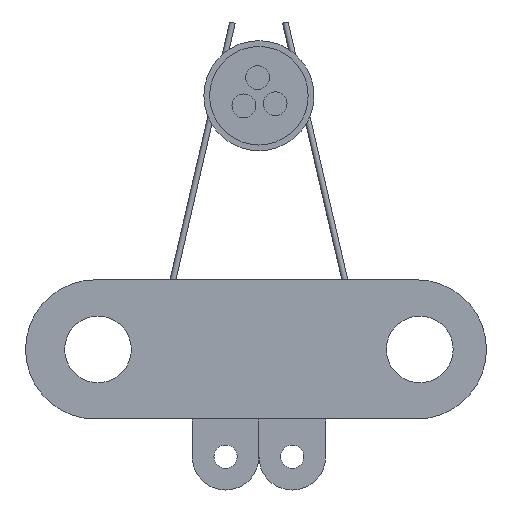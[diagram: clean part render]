
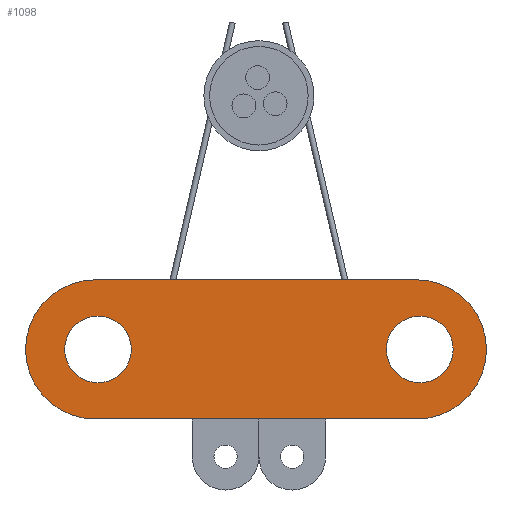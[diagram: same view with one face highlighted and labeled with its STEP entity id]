
A CAD part, front view. The second image highlights one B-rep face of the part: STEP entity #1098.
In plain terms, the highlighted planar face has unit normal (0, -1, 0).
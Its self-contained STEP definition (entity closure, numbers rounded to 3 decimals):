
#19 = DIRECTION ( 'NONE',  ( 0., 0., 1. ) ) ;
#25 = DIRECTION ( 'NONE',  ( 0., 1., 0. ) ) ;
#29 = FACE_BOUND ( 'NONE', #335, .T. ) ;
#31 = DIRECTION ( 'NONE',  ( 0., 0., 1. ) ) ;
#49 = EDGE_CURVE ( 'NONE', #1658, #1873, #1759, .T. ) ;
#56 = CARTESIAN_POINT ( 'NONE',  ( -5.55, 0., -14.916 ) ) ;
#125 = CARTESIAN_POINT ( 'NONE',  ( 5.55, 0., -16.066 ) ) ;
#141 = DIRECTION ( 'NONE',  ( 0., 1., 0. ) ) ;
#228 = CARTESIAN_POINT ( 'NONE',  ( -5.55, 0., -14.916 ) ) ;
#253 = EDGE_CURVE ( 'NONE', #1850, #544, #2413, .T. ) ;
#273 = VECTOR ( 'NONE', #2425, 1000. ) ;
#315 = ORIENTED_EDGE ( 'NONE', *, *, #2184, .F. ) ;
#335 = EDGE_LOOP ( 'NONE', ( #837, #2294 ) ) ;
#376 = AXIS2_PLACEMENT_3D ( 'NONE', #2253, #2074, #2065 ) ;
#388 = ORIENTED_EDGE ( 'NONE', *, *, #2433, .T. ) ;
#413 = CARTESIAN_POINT ( 'NONE',  ( 5.55, 0., -14.916 ) ) ;
#441 = AXIS2_PLACEMENT_3D ( 'NONE', #56, #1717, #2064 ) ;
#462 = DIRECTION ( 'NONE',  ( 0., 1., 0. ) ) ;
#491 = AXIS2_PLACEMENT_3D ( 'NONE', #413, #492, #2097 ) ;
#492 = DIRECTION ( 'NONE',  ( 0., 1., 0. ) ) ;
#512 = VERTEX_POINT ( 'NONE', #955 ) ;
#544 = VERTEX_POINT ( 'NONE', #734 ) ;
#545 = ORIENTED_EDGE ( 'NONE', *, *, #2098, .F. ) ;
#573 = EDGE_LOOP ( 'NONE', ( #1672, #315, #1818, #545 ) ) ;
#734 = CARTESIAN_POINT ( 'NONE',  ( -5.65, 0., -12.516 ) ) ;
#831 = LINE ( 'NONE', #1621, #273 ) ;
#837 = ORIENTED_EDGE ( 'NONE', *, *, #1719, .T. ) ;
#842 = LINE ( 'NONE', #1921, #2383 ) ;
#856 = VERTEX_POINT ( 'NONE', #2545 ) ;
#911 = DIRECTION ( 'NONE',  ( -1., 0., 0. ) ) ;
#955 = CARTESIAN_POINT ( 'NONE',  ( 5.45, 0., -12.516 ) ) ;
#1010 = EDGE_CURVE ( 'NONE', #2560, #856, #1776, .T. ) ;
#1098 = ADVANCED_FACE ( 'NONE', ( #1659, #2606, #29 ), #1858, .F. ) ;
#1114 = CIRCLE ( 'NONE', #1839, 1.15 ) ;
#1238 = AXIS2_PLACEMENT_3D ( 'NONE', #228, #25, #19 ) ;
#1272 = AXIS2_PLACEMENT_3D ( 'NONE', #1828, #141, #1423 ) ;
#1423 = DIRECTION ( 'NONE',  ( 0., 0., 1. ) ) ;
#1427 = CARTESIAN_POINT ( 'NONE',  ( 5.45, 0., -17.316 ) ) ;
#1542 = AXIS2_PLACEMENT_3D ( 'NONE', #2035, #2027, #2018 ) ;
#1621 = CARTESIAN_POINT ( 'NONE',  ( -5.65, 0., -12.516 ) ) ;
#1658 = VERTEX_POINT ( 'NONE', #1689 ) ;
#1659 = FACE_BOUND ( 'NONE', #1898, .T. ) ;
#1672 = ORIENTED_EDGE ( 'NONE', *, *, #253, .F. ) ;
#1676 = CARTESIAN_POINT ( 'NONE',  ( 5.55, 0., -14.916 ) ) ;
#1682 = CARTESIAN_POINT ( 'NONE',  ( -5.55, 0., -13.766 ) ) ;
#1689 = CARTESIAN_POINT ( 'NONE',  ( 5.55, 0., -13.766 ) ) ;
#1717 = DIRECTION ( 'NONE',  ( 0., 1., 0. ) ) ;
#1719 = EDGE_CURVE ( 'NONE', #1873, #1658, #1114, .T. ) ;
#1735 = CIRCLE ( 'NONE', #1238, 1.15 ) ;
#1759 = CIRCLE ( 'NONE', #491, 1.15 ) ;
#1776 = CIRCLE ( 'NONE', #441, 1.15 ) ;
#1818 = ORIENTED_EDGE ( 'NONE', *, *, #2411, .F. ) ;
#1828 = CARTESIAN_POINT ( 'NONE',  ( -5.65, 0., -14.916 ) ) ;
#1839 = AXIS2_PLACEMENT_3D ( 'NONE', #1676, #462, #31 ) ;
#1850 = VERTEX_POINT ( 'NONE', #2372 ) ;
#1858 = PLANE ( 'NONE',  #1272 ) ;
#1873 = VERTEX_POINT ( 'NONE', #125 ) ;
#1876 = ORIENTED_EDGE ( 'NONE', *, *, #1010, .T. ) ;
#1898 = EDGE_LOOP ( 'NONE', ( #388, #1876 ) ) ;
#1921 = CARTESIAN_POINT ( 'NONE',  ( -5.65, 0., -17.316 ) ) ;
#2018 = DIRECTION ( 'NONE',  ( 0., 0., 1. ) ) ;
#2027 = DIRECTION ( 'NONE',  ( 0., 1., 0. ) ) ;
#2035 = CARTESIAN_POINT ( 'NONE',  ( -5.65, 0., -14.916 ) ) ;
#2064 = DIRECTION ( 'NONE',  ( 0., 0., 1. ) ) ;
#2065 = DIRECTION ( 'NONE',  ( 0., 0., 1. ) ) ;
#2074 = DIRECTION ( 'NONE',  ( 0., 1., 0. ) ) ;
#2097 = DIRECTION ( 'NONE',  ( 0., 0., 1. ) ) ;
#2098 = EDGE_CURVE ( 'NONE', #544, #512, #831, .T. ) ;
#2184 = EDGE_CURVE ( 'NONE', #2581, #1850, #842, .T. ) ;
#2253 = CARTESIAN_POINT ( 'NONE',  ( 5.45, 0., -14.916 ) ) ;
#2288 = CIRCLE ( 'NONE', #376, 2.4 ) ;
#2294 = ORIENTED_EDGE ( 'NONE', *, *, #49, .T. ) ;
#2372 = CARTESIAN_POINT ( 'NONE',  ( -5.65, 0., -17.316 ) ) ;
#2383 = VECTOR ( 'NONE', #911, 1000. ) ;
#2411 = EDGE_CURVE ( 'NONE', #512, #2581, #2288, .T. ) ;
#2413 = CIRCLE ( 'NONE', #1542, 2.4 ) ;
#2425 = DIRECTION ( 'NONE',  ( 1., 0., 0. ) ) ;
#2433 = EDGE_CURVE ( 'NONE', #856, #2560, #1735, .T. ) ;
#2545 = CARTESIAN_POINT ( 'NONE',  ( -5.55, 0., -16.066 ) ) ;
#2560 = VERTEX_POINT ( 'NONE', #1682 ) ;
#2581 = VERTEX_POINT ( 'NONE', #1427 ) ;
#2606 = FACE_OUTER_BOUND ( 'NONE', #573, .T. ) ;
